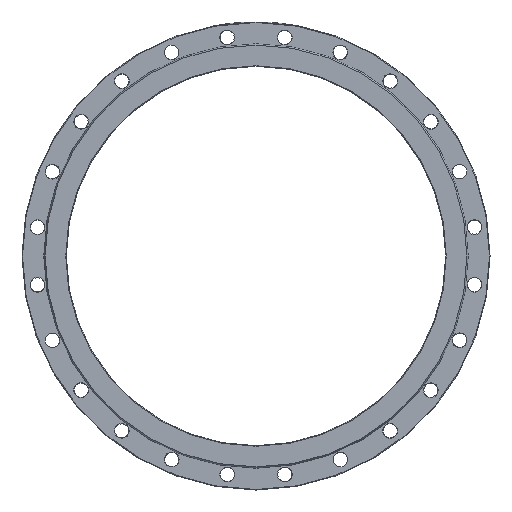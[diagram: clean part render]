
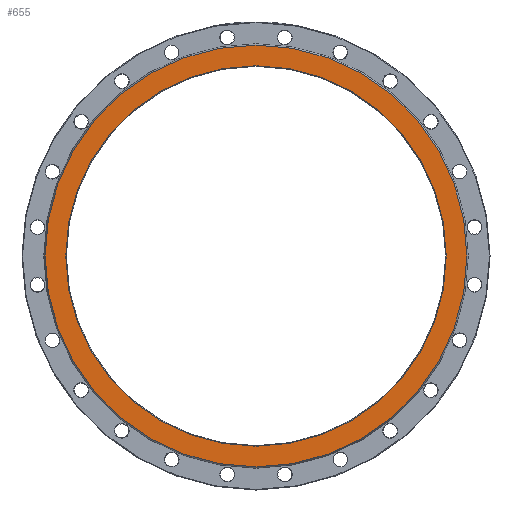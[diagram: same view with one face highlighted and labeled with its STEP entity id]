
A CAD part, left-side view. The second image highlights one B-rep face of the part: STEP entity #655.
In plain terms, the highlighted planar face has unit normal (-1, 0, 0).
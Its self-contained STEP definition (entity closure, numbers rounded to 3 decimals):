
#62 = AXIS2_PLACEMENT_3D ( 'NONE', #3262, #4971, #6528 ) ;
#462 = EDGE_CURVE ( 'NONE', #2655, #2655, #645, .T. ) ;
#464 = DIRECTION ( 'NONE',  ( 1., 0., 0. ) ) ;
#557 = ORIENTED_EDGE ( 'NONE', *, *, #462, .T. ) ;
#645 = CIRCLE ( 'NONE', #4269, 387.5 ) ;
#655 = ADVANCED_FACE ( 'NONE', ( #2802, #1117 ), #5995, .F. ) ;
#698 = VERTEX_POINT ( 'NONE', #4975 ) ;
#1117 = FACE_OUTER_BOUND ( 'NONE', #6008, .T. ) ;
#1343 = EDGE_CURVE ( 'NONE', #698, #698, #6007, .T. ) ;
#2655 = VERTEX_POINT ( 'NONE', #4821 ) ;
#2802 = FACE_BOUND ( 'NONE', #6151, .T. ) ;
#3011 = DIRECTION ( 'NONE',  ( 0., 0., 1. ) ) ;
#3186 = CARTESIAN_POINT ( 'NONE',  ( 0., 0., 0. ) ) ;
#3258 = DIRECTION ( 'NONE',  ( 0., 0., -1. ) ) ;
#3262 = CARTESIAN_POINT ( 'NONE',  ( 0., 348.5, 0. ) ) ;
#3849 = AXIS2_PLACEMENT_3D ( 'NONE', #3186, #464, #3258 ) ;
#3971 = ORIENTED_EDGE ( 'NONE', *, *, #1343, .T. ) ;
#4269 = AXIS2_PLACEMENT_3D ( 'NONE', #6396, #5807, #3011 ) ;
#4821 = CARTESIAN_POINT ( 'NONE',  ( 0., 0., 387.5 ) ) ;
#4971 = DIRECTION ( 'NONE',  ( 1., 0., 0. ) ) ;
#4975 = CARTESIAN_POINT ( 'NONE',  ( 0., 0., -349.5 ) ) ;
#5807 = DIRECTION ( 'NONE',  ( -1., 0., 0. ) ) ;
#5995 = PLANE ( 'NONE',  #62 ) ;
#6007 = CIRCLE ( 'NONE', #3849, 349.5 ) ;
#6008 = EDGE_LOOP ( 'NONE', ( #557 ) ) ;
#6151 = EDGE_LOOP ( 'NONE', ( #3971 ) ) ;
#6396 = CARTESIAN_POINT ( 'NONE',  ( 0., 0., 0. ) ) ;
#6528 = DIRECTION ( 'NONE',  ( 0., 0., -1. ) ) ;
